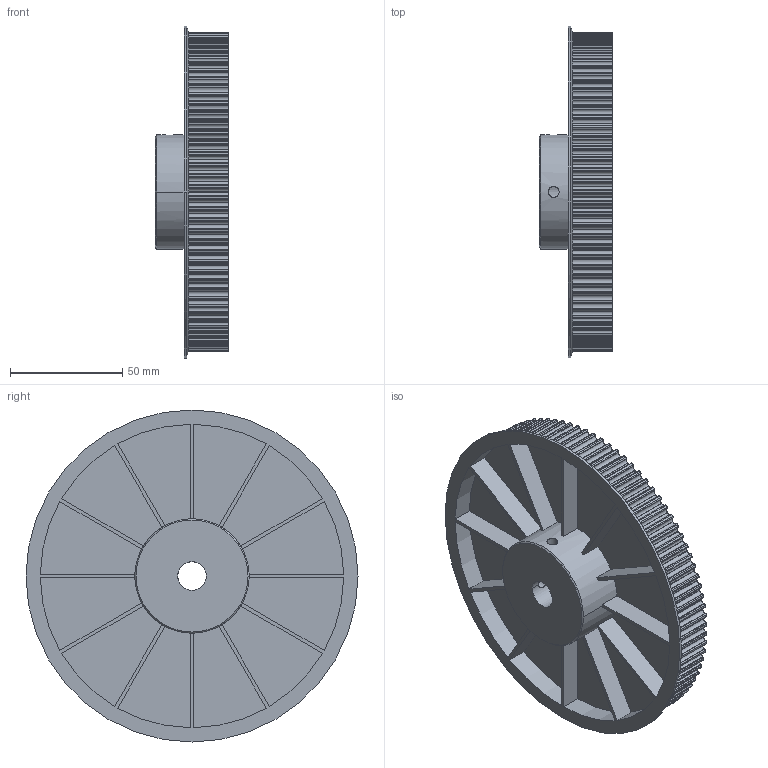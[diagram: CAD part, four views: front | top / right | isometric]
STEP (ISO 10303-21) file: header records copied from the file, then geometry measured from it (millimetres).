
FILE_DESCRIPTION((''),'2;1');
FILE_NAME('45814-B','2019-09-02T',('SYSTEM'),(''),'PRO/ENGINEER BY PARAMETRIC TECHNOLOGY CORPORATION, 2016360','PRO/ENGINEER BY PARAMETRIC TECHNOLOGY CORPORATION, 2016360','');
FILE_SCHEMA(('AUTOMOTIVE_DESIGN { 1 0 10303 214 1 1 1 1 }'));
Length unit declared in the file: inch
Products named in the file (1): 45814-B
Bounding box: 32.51 x 147.57 x 147.57 mm (x, y, z)
Volume: 123841.8 mm3; surface area: 77717.2 mm2
Topology: 1 solids, 1 shells, 935 faces, 2578 edges, 1656 vertices
Faces by surface type: cylinder 496, plane 435, cone 4
Entity records: 30221 total; most frequent: DIRECTION 5542, CARTESIAN_POINT 5264, ORIENTED_EDGE 5156, EDGE_CURVE 2578, AXIS2_PLACEMENT_3D 2037, VERTEX_POINT 1656, VECTOR 1468, LINE 1468
